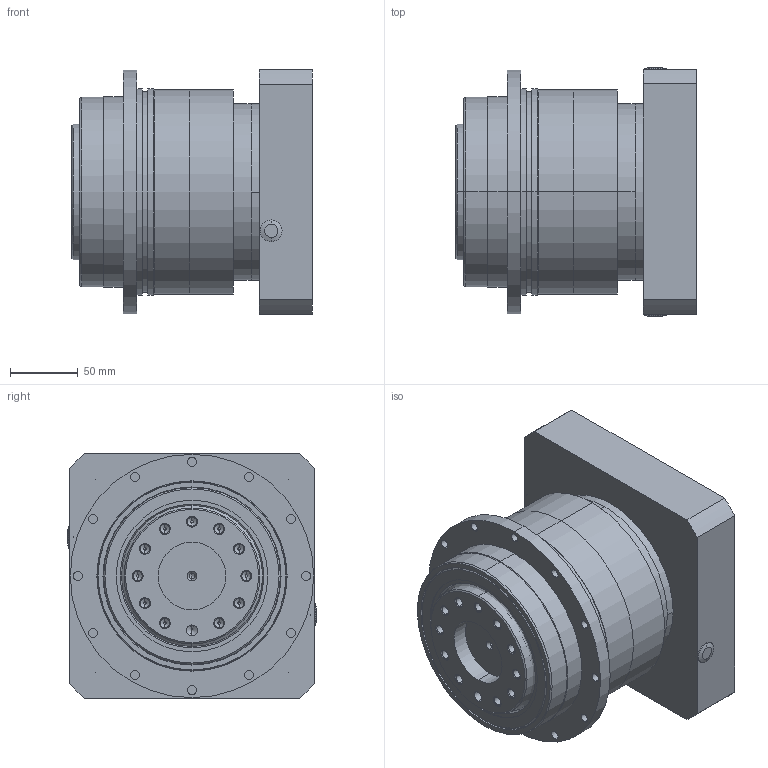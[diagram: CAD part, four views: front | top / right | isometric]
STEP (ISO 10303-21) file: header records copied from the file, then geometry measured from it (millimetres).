
FILE_DESCRIPTION (( 'STEP AP203' ), '1' );
FILE_NAME ('GPD140-L1-(35-114.3-200-M12).STEP', '2024-07-10T03:54:58', ( '' ), ( '' ), 'SwSTEP 2.0', 'SolidWorks 2019', '' );
FILE_SCHEMA (( 'CONFIG_CONTROL_DESIGN' ));
Length unit declared in the file: millimetre
Products named in the file (1): GPD140-L1-(35-114.3-200-M12)
Bounding box: 177 x 183 x 180 mm (x, y, z)
Volume: 3031740.7 mm3; surface area: 357705.2 mm2
Topology: 17 solids, 18 shells, 518 faces, 1223 edges, 762 vertices
Faces by surface type: cylinder 186, plane 167, cone 102, torus 35, bspline 28
Entity records: 17099 total; most frequent: CARTESIAN_POINT 4870, DIRECTION 2668, ORIENTED_EDGE 2422, EDGE_CURVE 1211, AXIS2_PLACEMENT_3D 1066, VERTEX_POINT 762, EDGE_LOOP 619, CIRCLE 575
